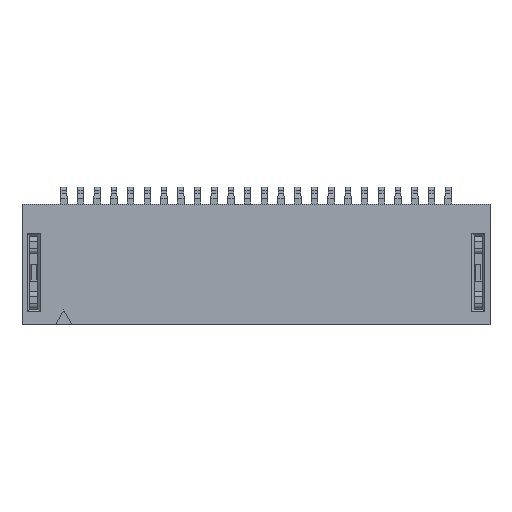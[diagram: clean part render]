
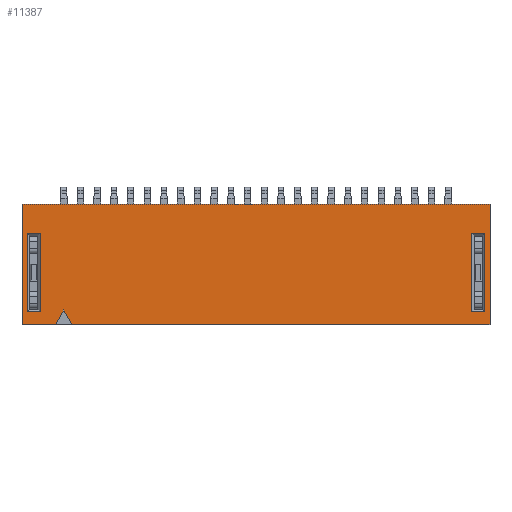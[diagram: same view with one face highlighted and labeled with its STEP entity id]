
A CAD part, top view. The second image highlights one B-rep face of the part: STEP entity #11387.
In plain terms, the highlighted planar face has unit normal (0, 0, 1).
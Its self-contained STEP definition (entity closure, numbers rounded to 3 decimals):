
#518=ORIENTED_EDGE('',*,*,#3980,.T.);
#519=ORIENTED_EDGE('',*,*,#3981,.T.);
#520=ORIENTED_EDGE('',*,*,#3982,.T.);
#521=ORIENTED_EDGE('',*,*,#3983,.T.);
#522=ORIENTED_EDGE('',*,*,#3984,.T.);
#523=ORIENTED_EDGE('',*,*,#3985,.T.);
#524=ORIENTED_EDGE('',*,*,#3986,.T.);
#525=ORIENTED_EDGE('',*,*,#3987,.T.);
#526=ORIENTED_EDGE('',*,*,#3988,.F.);
#527=ORIENTED_EDGE('',*,*,#3989,.T.);
#528=ORIENTED_EDGE('',*,*,#3990,.T.);
#529=ORIENTED_EDGE('',*,*,#3991,.F.);
#530=ORIENTED_EDGE('',*,*,#3992,.T.);
#531=ORIENTED_EDGE('',*,*,#3993,.T.);
#532=ORIENTED_EDGE('',*,*,#3994,.F.);
#3980=EDGE_CURVE('',#5711,#5712,#6841,.T.);
#3981=EDGE_CURVE('',#5712,#5713,#6842,.T.);
#3982=EDGE_CURVE('',#5713,#5714,#6843,.T.);
#3983=EDGE_CURVE('',#5714,#5711,#6844,.T.);
#3984=EDGE_CURVE('',#5715,#5716,#6845,.T.);
#3985=EDGE_CURVE('',#5716,#5717,#6846,.T.);
#3986=EDGE_CURVE('',#5717,#5718,#6847,.T.);
#3987=EDGE_CURVE('',#5718,#5715,#6848,.T.);
#3988=EDGE_CURVE('',#5719,#5720,#6849,.T.);
#3989=EDGE_CURVE('',#5719,#5721,#6850,.T.);
#3990=EDGE_CURVE('',#5721,#5722,#6851,.T.);
#3991=EDGE_CURVE('',#5723,#5722,#6852,.T.);
#3992=EDGE_CURVE('',#5723,#5724,#6853,.T.);
#3993=EDGE_CURVE('',#5724,#5725,#6854,.T.);
#3994=EDGE_CURVE('',#5720,#5725,#6855,.T.);
#5711=VERTEX_POINT('',#16952);
#5712=VERTEX_POINT('',#16953);
#5713=VERTEX_POINT('',#16955);
#5714=VERTEX_POINT('',#16957);
#5715=VERTEX_POINT('',#16960);
#5716=VERTEX_POINT('',#16961);
#5717=VERTEX_POINT('',#16963);
#5718=VERTEX_POINT('',#16965);
#5719=VERTEX_POINT('',#16968);
#5720=VERTEX_POINT('',#16969);
#5721=VERTEX_POINT('',#16971);
#5722=VERTEX_POINT('',#16973);
#5723=VERTEX_POINT('',#16975);
#5724=VERTEX_POINT('',#16977);
#5725=VERTEX_POINT('',#16979);
#6841=LINE('',#16951,#8342);
#6842=LINE('',#16954,#8343);
#6843=LINE('',#16956,#8344);
#6844=LINE('',#16958,#8345);
#6845=LINE('',#16959,#8346);
#6846=LINE('',#16962,#8347);
#6847=LINE('',#16964,#8348);
#6848=LINE('',#16966,#8349);
#6849=LINE('',#16967,#8350);
#6850=LINE('',#16970,#8351);
#6851=LINE('',#16972,#8352);
#6852=LINE('',#16974,#8353);
#6853=LINE('',#16976,#8354);
#6854=LINE('',#16978,#8355);
#6855=LINE('',#16980,#8356);
#8342=VECTOR('',#13800,1000.);
#8343=VECTOR('',#13801,1000.);
#8344=VECTOR('',#13802,1000.);
#8345=VECTOR('',#13803,1000.);
#8346=VECTOR('',#13804,1000.);
#8347=VECTOR('',#13805,1000.);
#8348=VECTOR('',#13806,1000.);
#8349=VECTOR('',#13807,1000.);
#8350=VECTOR('',#13808,1000.);
#8351=VECTOR('',#13809,1000.);
#8352=VECTOR('',#13810,1000.);
#8353=VECTOR('',#13811,1000.);
#8354=VECTOR('',#13812,1000.);
#8355=VECTOR('',#13813,1000.);
#8356=VECTOR('',#13814,1000.);
#9819=EDGE_LOOP('',(#518,#519,#520,#521));
#9820=EDGE_LOOP('',(#522,#523,#524,#525));
#9821=EDGE_LOOP('',(#526,#527,#528,#529,#530,#531,#532));
#10386=FACE_BOUND('',#9819,.T.);
#10387=FACE_BOUND('',#9820,.T.);
#10388=FACE_BOUND('',#9821,.T.);
#10949=PLANE('',#12949);
#11387=ADVANCED_FACE('',(#10386,#10387,#10388),#10949,.T.);
#12949=AXIS2_PLACEMENT_3D('',#16950,#13798,#13799);
#13798=DIRECTION('',(0.,0.,1.));
#13799=DIRECTION('',(0.,-1.,0.));
#13800=DIRECTION('',(-1.,0.,0.));
#13801=DIRECTION('',(0.,1.,0.));
#13802=DIRECTION('',(1.,0.,0.));
#13803=DIRECTION('',(0.,-1.,0.));
#13804=DIRECTION('',(0.,1.,0.));
#13805=DIRECTION('',(1.,0.,0.));
#13806=DIRECTION('',(0.,-1.,0.));
#13807=DIRECTION('',(-1.,0.,0.));
#13808=DIRECTION('',(-1.,0.,0.));
#13809=DIRECTION('',(0.5,0.866,0.));
#13810=DIRECTION('',(0.5,-0.866,0.));
#13811=DIRECTION('',(-1.,0.,0.));
#13812=DIRECTION('',(0.,1.,0.));
#13813=DIRECTION('',(-1.,0.,0.));
#13814=DIRECTION('',(0.,1.,0.));
#16950=CARTESIAN_POINT('',(7.,-1.8,0.58));
#16951=CARTESIAN_POINT('',(6.525,-1.425,0.58));
#16952=CARTESIAN_POINT('',(6.85,-1.425,0.58));
#16953=CARTESIAN_POINT('',(6.45,-1.425,0.58));
#16954=CARTESIAN_POINT('',(6.45,0.85,0.58));
#16955=CARTESIAN_POINT('',(6.45,0.925,0.58));
#16956=CARTESIAN_POINT('',(6.775,0.925,0.58));
#16957=CARTESIAN_POINT('',(6.85,0.925,0.58));
#16958=CARTESIAN_POINT('',(6.85,-1.35,0.58));
#16959=CARTESIAN_POINT('',(-6.85,-1.8,0.58));
#16960=CARTESIAN_POINT('',(-6.85,-1.425,0.58));
#16961=CARTESIAN_POINT('',(-6.85,0.925,0.58));
#16962=CARTESIAN_POINT('',(7.,0.925,0.58));
#16963=CARTESIAN_POINT('',(-6.45,0.925,0.58));
#16964=CARTESIAN_POINT('',(-6.45,-1.8,0.58));
#16965=CARTESIAN_POINT('',(-6.45,-1.425,0.58));
#16966=CARTESIAN_POINT('',(7.,-1.425,0.58));
#16967=CARTESIAN_POINT('',(7.,-1.8,0.58));
#16968=CARTESIAN_POINT('',(-6.,-1.8,0.58));
#16969=CARTESIAN_POINT('',(-7.,-1.8,0.58));
#16970=CARTESIAN_POINT('',(-6.,-1.8,0.58));
#16971=CARTESIAN_POINT('',(-5.75,-1.367,0.58));
#16972=CARTESIAN_POINT('',(-5.75,-1.367,0.58));
#16973=CARTESIAN_POINT('',(-5.5,-1.8,0.58));
#16974=CARTESIAN_POINT('',(7.,-1.8,0.58));
#16975=CARTESIAN_POINT('',(7.,-1.8,0.58));
#16976=CARTESIAN_POINT('',(7.,-1.8,0.58));
#16977=CARTESIAN_POINT('',(7.,1.8,0.58));
#16978=CARTESIAN_POINT('',(7.,1.8,0.58));
#16979=CARTESIAN_POINT('',(-7.,1.8,0.58));
#16980=CARTESIAN_POINT('',(-7.,-1.8,0.58));
